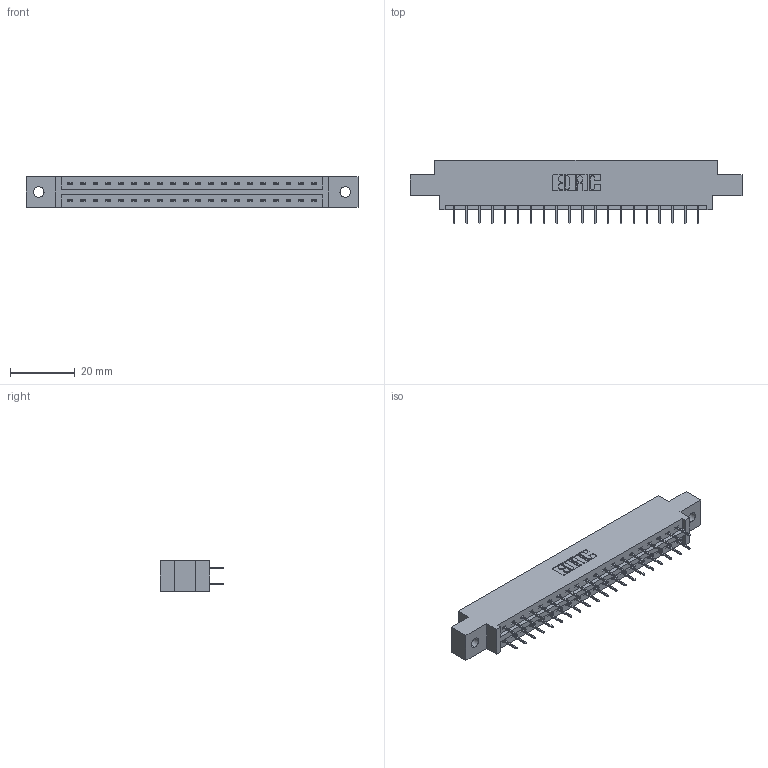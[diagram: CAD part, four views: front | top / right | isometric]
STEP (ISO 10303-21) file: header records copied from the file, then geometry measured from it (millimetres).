
FILE_DESCRIPTION (( 'STEP AP203' ), '1' );
FILE_NAME ('387-040-524-802.STEP', '2019-10-18T02:35:22', ( '' ), ( '' ), 'SwSTEP 2.0', 'SolidWorks 2016', '' );
FILE_SCHEMA (( 'CONFIG_CONTROL_DESIGN' ));
Length unit declared in the file: inch
Products named in the file (3): 337 Part_0.170 Offset - 0.128 Dia; 387-040-524-802; 345-292-001_345-293-124
Assembly tree (41 placements, depth 2):
  387-040-524-802
    337 Part_0.170 Offset - 0.128 Dia
    345-292-001_345-293-124  x40
Bounding box: 102.26 x 19.69 x 9.4 mm (x, y, z)
Volume: 10269.4 mm3; surface area: 11043.6 mm2
Topology: 41 solids, 41 shells, 2438 faces, 6923 edges, 4454 vertices
Faces by surface type: plane 1834, cylinder 604
Entity records: 18561 total; most frequent: CARTESIAN_POINT 3146, ORIENTED_EDGE 3082, DIRECTION 2717, EDGE_CURVE 1541, VECTOR 1417, LINE 1417, VERTEX_POINT 1022, AXIS2_PLACEMENT_3D 650
